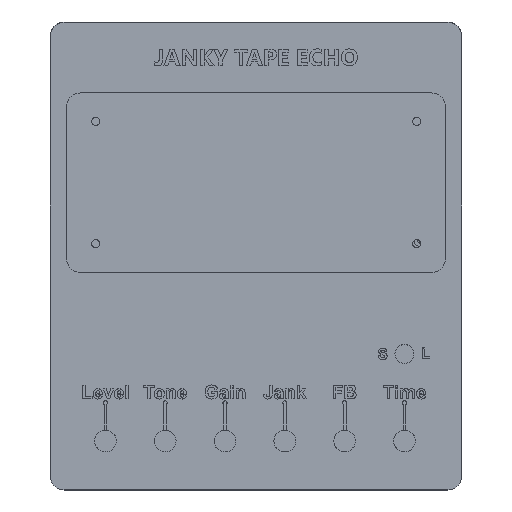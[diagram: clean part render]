
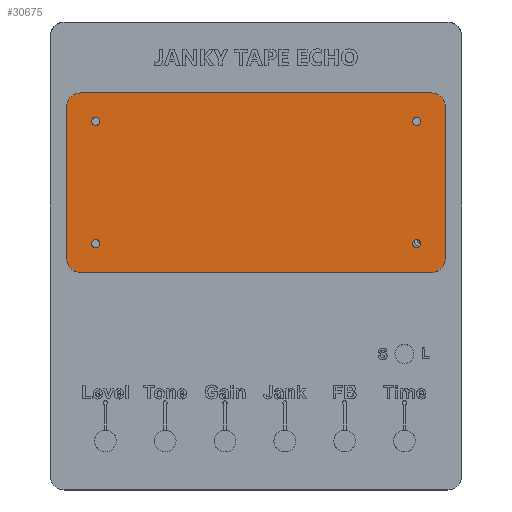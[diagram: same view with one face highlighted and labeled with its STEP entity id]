
A CAD part, top view. The second image highlights one B-rep face of the part: STEP entity #30675.
In plain terms, the highlighted planar face has unit normal (0, 0, 1).
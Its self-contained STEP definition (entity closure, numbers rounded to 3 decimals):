
#1715=FACE_BOUND('',#5832,.T.);
#1716=FACE_BOUND('',#5833,.T.);
#1717=FACE_BOUND('',#5834,.T.);
#1718=FACE_BOUND('',#5835,.T.);
#2528=PLANE('',#32167);
#4048=FACE_OUTER_BOUND('',#5831,.T.);
#5831=EDGE_LOOP('',(#27401,#27402,#27403,#27404,#27405,#27406,#27407,#27408));
#5832=EDGE_LOOP('',(#27409));
#5833=EDGE_LOOP('',(#27410));
#5834=EDGE_LOOP('',(#27411));
#5835=EDGE_LOOP('',(#27412));
#8627=LINE('',#54471,#11686);
#8633=LINE('',#54496,#11692);
#8635=LINE('',#54499,#11694);
#8637=LINE('',#54506,#11696);
#11686=VECTOR('',#37165,10.);
#11692=VECTOR('',#37189,10.);
#11694=VECTOR('',#37193,10.);
#11696=VECTOR('',#37201,10.);
#12579=CIRCLE('',#32146,1.5);
#12581=CIRCLE('',#32149,1.5);
#12582=CIRCLE('',#32151,5.);
#12589=CIRCLE('',#32161,5.);
#12590=CIRCLE('',#32165,5.);
#12591=CIRCLE('',#32168,5.);
#12592=CIRCLE('',#32169,1.5);
#12593=CIRCLE('',#32170,1.5);
#15171=VERTEX_POINT('',#54448);
#15173=VERTEX_POINT('',#54454);
#15174=VERTEX_POINT('',#54458);
#15175=VERTEX_POINT('',#54459);
#15179=VERTEX_POINT('',#54469);
#15187=VERTEX_POINT('',#54489);
#15188=VERTEX_POINT('',#54490);
#15189=VERTEX_POINT('',#54495);
#15190=VERTEX_POINT('',#54501);
#15191=VERTEX_POINT('',#54505);
#15192=VERTEX_POINT('',#54510);
#15193=VERTEX_POINT('',#54512);
#19332=EDGE_CURVE('',#15171,#15171,#12579,.T.);
#19335=EDGE_CURVE('',#15173,#15173,#12581,.T.);
#19336=EDGE_CURVE('',#15174,#15175,#12582,.T.);
#19342=EDGE_CURVE('',#15174,#15179,#8627,.F.);
#19351=EDGE_CURVE('',#15187,#15188,#12589,.T.);
#19354=EDGE_CURVE('',#15189,#15188,#8633,.F.);
#19356=EDGE_CURVE('',#15187,#15175,#8635,.F.);
#19357=EDGE_CURVE('',#15189,#15190,#12590,.T.);
#19359=EDGE_CURVE('',#15191,#15190,#8637,.F.);
#19361=EDGE_CURVE('',#15191,#15179,#12591,.T.);
#19362=EDGE_CURVE('',#15192,#15192,#12592,.T.);
#19363=EDGE_CURVE('',#15193,#15193,#12593,.T.);
#27401=ORIENTED_EDGE('',*,*,#19336,.F.);
#27402=ORIENTED_EDGE('',*,*,#19342,.T.);
#27403=ORIENTED_EDGE('',*,*,#19361,.F.);
#27404=ORIENTED_EDGE('',*,*,#19359,.T.);
#27405=ORIENTED_EDGE('',*,*,#19357,.F.);
#27406=ORIENTED_EDGE('',*,*,#19354,.T.);
#27407=ORIENTED_EDGE('',*,*,#19351,.F.);
#27408=ORIENTED_EDGE('',*,*,#19356,.T.);
#27409=ORIENTED_EDGE('',*,*,#19332,.T.);
#27410=ORIENTED_EDGE('',*,*,#19335,.T.);
#27411=ORIENTED_EDGE('',*,*,#19362,.T.);
#27412=ORIENTED_EDGE('',*,*,#19363,.T.);
#30675=ADVANCED_FACE('',(#4048,#1715,#1716,#1717,#1718),#2528,.T.);
#32146=AXIS2_PLACEMENT_3D('',#54450,#37144,#37145);
#32149=AXIS2_PLACEMENT_3D('',#54456,#37151,#37152);
#32151=AXIS2_PLACEMENT_3D('',#54460,#37155,#37156);
#32161=AXIS2_PLACEMENT_3D('',#54491,#37183,#37184);
#32165=AXIS2_PLACEMENT_3D('',#54502,#37196,#37197);
#32167=AXIS2_PLACEMENT_3D('',#54508,#37203,#37204);
#32168=AXIS2_PLACEMENT_3D('',#54509,#37205,#37206);
#32169=AXIS2_PLACEMENT_3D('',#54511,#37207,#37208);
#32170=AXIS2_PLACEMENT_3D('',#54513,#37209,#37210);
#37144=DIRECTION('center_axis',(0.,0.,-1.));
#37145=DIRECTION('ref_axis',(1.,0.,0.));
#37151=DIRECTION('center_axis',(0.,0.,-1.));
#37152=DIRECTION('ref_axis',(1.,0.,0.));
#37155=DIRECTION('center_axis',(0.,0.,-1.));
#37156=DIRECTION('ref_axis',(0.707,-0.707,0.));
#37165=DIRECTION('',(0.,-1.,0.));
#37183=DIRECTION('center_axis',(0.,0.,-1.));
#37184=DIRECTION('ref_axis',(-0.707,-0.707,0.));
#37189=DIRECTION('',(0.,1.,0.));
#37193=DIRECTION('',(-1.,0.,0.));
#37196=DIRECTION('center_axis',(0.,0.,-1.));
#37197=DIRECTION('ref_axis',(-0.707,0.707,0.));
#37201=DIRECTION('',(1.,0.,0.));
#37203=DIRECTION('center_axis',(0.,0.,1.));
#37204=DIRECTION('ref_axis',(-1.,0.,0.));
#37205=DIRECTION('center_axis',(0.,0.,-1.));
#37206=DIRECTION('ref_axis',(0.707,0.707,0.));
#37207=DIRECTION('center_axis',(0.,0.,-1.));
#37208=DIRECTION('ref_axis',(-1.,0.,0.));
#37209=DIRECTION('center_axis',(0.,0.,-1.));
#37210=DIRECTION('ref_axis',(-1.,0.,0.));
#54448=CARTESIAN_POINT('',(-196.025,67.5,1.));
#54450=CARTESIAN_POINT('Origin',(-194.525,67.5,1.));
#54454=CARTESIAN_POINT('',(-196.025,112.5,1.));
#54456=CARTESIAN_POINT('Origin',(-194.525,112.5,1.));
#54458=CARTESIAN_POINT('',(-66.,62.,1.));
#54459=CARTESIAN_POINT('',(-71.,57.,1.));
#54460=CARTESIAN_POINT('Origin',(-71.,62.,1.));
#54469=CARTESIAN_POINT('',(-66.,118.,1.));
#54471=CARTESIAN_POINT('',(-66.,73.75,1.));
#54489=CARTESIAN_POINT('',(-200.2,57.,1.));
#54490=CARTESIAN_POINT('',(-205.2,62.,1.));
#54491=CARTESIAN_POINT('Origin',(-200.2,62.,1.));
#54495=CARTESIAN_POINT('',(-205.2,118.,1.));
#54496=CARTESIAN_POINT('',(-205.2,106.25,1.));
#54499=CARTESIAN_POINT('',(-164.75,57.,1.));
#54501=CARTESIAN_POINT('',(-200.2,123.,1.));
#54502=CARTESIAN_POINT('Origin',(-200.2,118.,1.));
#54505=CARTESIAN_POINT('',(-71.,123.,1.));
#54506=CARTESIAN_POINT('',(-99.25,123.,1.));
#54508=CARTESIAN_POINT('Origin',(-132.,90.,1.));
#54509=CARTESIAN_POINT('Origin',(-71.,118.,1.));
#54510=CARTESIAN_POINT('',(-75.,67.5,1.));
#54511=CARTESIAN_POINT('Origin',(-76.5,67.5,1.));
#54512=CARTESIAN_POINT('',(-75.,112.5,1.));
#54513=CARTESIAN_POINT('Origin',(-76.5,112.5,1.));
